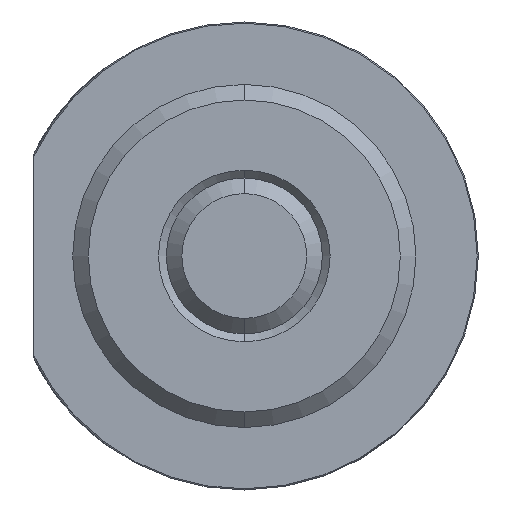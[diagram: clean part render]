
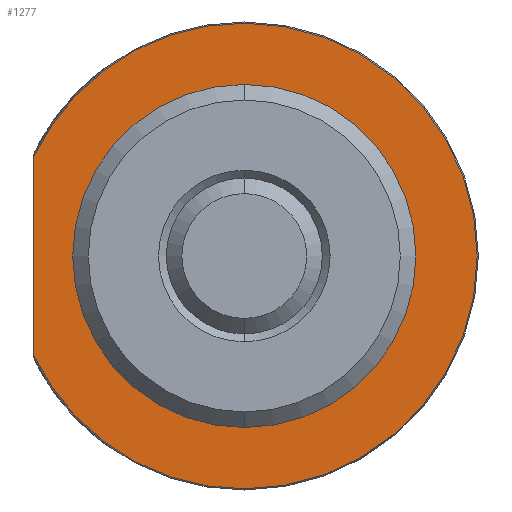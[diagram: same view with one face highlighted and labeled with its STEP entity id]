
A CAD part, left-side view. The second image highlights one B-rep face of the part: STEP entity #1277.
In plain terms, the highlighted planar face has unit normal (-1, 0, 0).
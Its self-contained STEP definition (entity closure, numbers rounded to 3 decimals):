
#32 = CARTESIAN_POINT ( 'NONE',  ( 22., 11., 0. ) ) ;
#33 = PLANE ( 'NONE',  #2439 ) ;
#34 = DIRECTION ( 'NONE',  ( 1., 0., 0. ) ) ;
#35 = DIRECTION ( 'NONE',  ( 0., 0., -1. ) ) ;
#92 = CARTESIAN_POINT ( 'NONE',  ( 22., 13.5, -6.37 ) ) ;
#192 = CARTESIAN_POINT ( 'NONE',  ( 22., 0., -11. ) ) ;
#205 = CARTESIAN_POINT ( 'NONE',  ( 22., 0., -14.927 ) ) ;
#209 = CARTESIAN_POINT ( 'NONE',  ( 22., 0., 14.927 ) ) ;
#210 = CARTESIAN_POINT ( 'NONE',  ( 22., 13.5, 6.37 ) ) ;
#213 = CARTESIAN_POINT ( 'NONE',  ( 22., 0., 11. ) ) ;
#393 = CARTESIAN_POINT ( 'NONE',  ( 22., 0., 0. ) ) ;
#394 = DIRECTION ( 'NONE',  ( -1., 0., 0. ) ) ;
#395 = DIRECTION ( 'NONE',  ( 0., 0., -1. ) ) ;
#577 = CARTESIAN_POINT ( 'NONE',  ( 22., 0., 0. ) ) ;
#595 = DIRECTION ( 'NONE',  ( -1., 0., 0. ) ) ;
#596 = DIRECTION ( 'NONE',  ( 0., 0., 1. ) ) ;
#612 = CARTESIAN_POINT ( 'NONE',  ( 22., 13.5, 0. ) ) ;
#613 = DIRECTION ( 'NONE',  ( 0., 0., -1. ) ) ;
#623 = CARTESIAN_POINT ( 'NONE',  ( 22., 0., 0. ) ) ;
#630 = DIRECTION ( 'NONE',  ( -1., 0., 0. ) ) ;
#631 = DIRECTION ( 'NONE',  ( 0., 0., 1. ) ) ;
#667 = CARTESIAN_POINT ( 'NONE',  ( 22., 0., 0. ) ) ;
#668 = DIRECTION ( 'NONE',  ( -1., 0., 0. ) ) ;
#669 = DIRECTION ( 'NONE',  ( 0., 0., -1. ) ) ;
#1104 = CARTESIAN_POINT ( 'NONE',  ( 22., 0., 0. ) ) ;
#1105 = DIRECTION ( 'NONE',  ( -1., 0., 0. ) ) ;
#1106 = DIRECTION ( 'NONE',  ( 0., 0., -1. ) ) ;
#1195 = CIRCLE ( 'NONE', #2305, 14.927 ) ;
#1277 = ADVANCED_FACE ( 'NONE', ( #3123, #3122 ), #33, .F. ) ;
#1294 = VERTEX_POINT ( 'NONE', #92 ) ;
#1467 = VERTEX_POINT ( 'NONE', #192 ) ;
#1483 = VERTEX_POINT ( 'NONE', #205 ) ;
#1487 = VERTEX_POINT ( 'NONE', #209 ) ;
#1489 = VERTEX_POINT ( 'NONE', #210 ) ;
#1492 = VERTEX_POINT ( 'NONE', #213 ) ;
#1873 = EDGE_LOOP ( 'NONE', ( #2254, #2139 ) ) ;
#1971 = EDGE_LOOP ( 'NONE', ( #2138, #2137, #2136, #2142 ) ) ;
#2136 = ORIENTED_EDGE ( 'NONE', *, *, #2711, .T. ) ;
#2137 = ORIENTED_EDGE ( 'NONE', *, *, #2512, .T. ) ;
#2138 = ORIENTED_EDGE ( 'NONE', *, *, #2591, .T. ) ;
#2139 = ORIENTED_EDGE ( 'NONE', *, *, #2587, .F. ) ;
#2142 = ORIENTED_EDGE ( 'NONE', *, *, #2581, .T. ) ;
#2254 = ORIENTED_EDGE ( 'NONE', *, *, #2574, .F. ) ;
#2305 = AXIS2_PLACEMENT_3D ( 'NONE', #393, #394, #395 ) ;
#2338 = AXIS2_PLACEMENT_3D ( 'NONE', #577, #595, #596 ) ;
#2345 = AXIS2_PLACEMENT_3D ( 'NONE', #623, #630, #631 ) ;
#2347 = AXIS2_PLACEMENT_3D ( 'NONE', #667, #668, #669 ) ;
#2405 = AXIS2_PLACEMENT_3D ( 'NONE', #1104, #1105, #1106 ) ;
#2439 = AXIS2_PLACEMENT_3D ( 'NONE', #32, #34, #35 ) ;
#2512 = EDGE_CURVE ( 'NONE', #1483, #1487, #1195, .T. ) ;
#2574 = EDGE_CURVE ( 'NONE', #1492, #1467, #2802, .T. ) ;
#2581 = EDGE_CURVE ( 'NONE', #1489, #1294, #2809, .T. ) ;
#2587 = EDGE_CURVE ( 'NONE', #1467, #1492, #2818, .T. ) ;
#2591 = EDGE_CURVE ( 'NONE', #1294, #1483, #2820, .T. ) ;
#2711 = EDGE_CURVE ( 'NONE', #1487, #1489, #2966, .T. ) ;
#2802 = CIRCLE ( 'NONE', #2338, 11. ) ;
#2809 = LINE ( 'NONE', #612, #2810 ) ;
#2810 = VECTOR ( 'NONE', #613, 1000. ) ;
#2818 = CIRCLE ( 'NONE', #2345, 11. ) ;
#2820 = CIRCLE ( 'NONE', #2347, 14.927 ) ;
#2966 = CIRCLE ( 'NONE', #2405, 14.927 ) ;
#3122 = FACE_BOUND ( 'NONE', #1873, .T. ) ;
#3123 = FACE_OUTER_BOUND ( 'NONE', #1971, .T. ) ;
